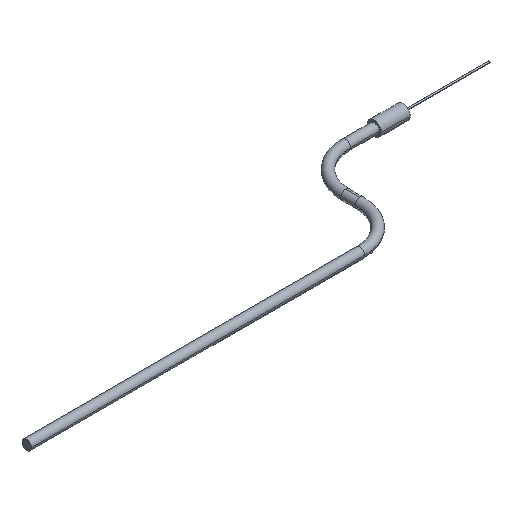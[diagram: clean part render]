
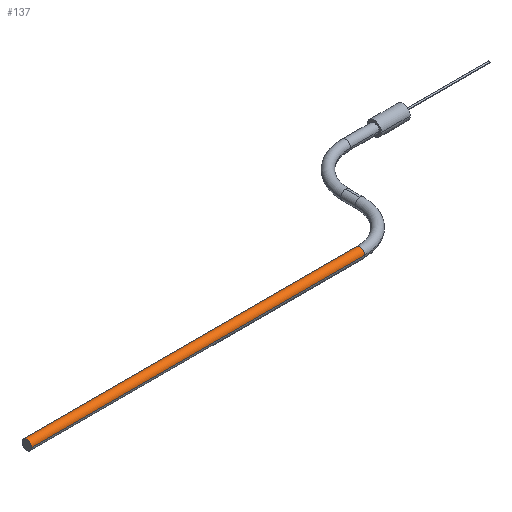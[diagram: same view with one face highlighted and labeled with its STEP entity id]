
A CAD part, isometric view. The second image highlights one B-rep face of the part: STEP entity #137.
In plain terms, the highlighted cylindrical face has radius 2.134 mm (diameter 4.267 mm), a partial arc.
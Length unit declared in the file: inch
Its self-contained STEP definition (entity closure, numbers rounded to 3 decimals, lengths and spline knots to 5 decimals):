
#2 = ORIENTED_EDGE ( 'NONE', *, *, #417, .T. ) ;
#10 = DIRECTION ( 'NONE',  ( -1., 0., 0. ) ) ;
#27 = DIRECTION ( 'NONE',  ( -1., 0., 0. ) ) ;
#121 = CIRCLE ( 'NONE', #490, 0.084 ) ;
#137 = ADVANCED_FACE ( 'NONE', ( #504 ), #448, .T. ) ;
#144 = DIRECTION ( 'NONE',  ( -1., 0., 0. ) ) ;
#149 = DIRECTION ( 'NONE',  ( 0., -1., 0. ) ) ;
#162 = ORIENTED_EDGE ( 'NONE', *, *, #281, .F. ) ;
#183 = DIRECTION ( 'NONE',  ( 0., -1., 0. ) ) ;
#195 = CARTESIAN_POINT ( 'NONE',  ( -4., -1.666, 0. ) ) ;
#198 = DIRECTION ( 'NONE',  ( 0., -1., 0. ) ) ;
#203 = VERTEX_POINT ( 'NONE', #660 ) ;
#211 = LINE ( 'NONE', #195, #217 ) ;
#217 = VECTOR ( 'NONE', #27, 39.37008 ) ;
#242 = CARTESIAN_POINT ( 'NONE',  ( -4., -1.75, 0. ) ) ;
#281 = EDGE_CURVE ( 'NONE', #460, #423, #469, .T. ) ;
#309 = CARTESIAN_POINT ( 'NONE',  ( -4., -1.834, 0. ) ) ;
#324 = CIRCLE ( 'NONE', #529, 0.084 ) ;
#330 = CARTESIAN_POINT ( 'NONE',  ( -4., -1.834, 0. ) ) ;
#336 = CARTESIAN_POINT ( 'NONE',  ( -9.80566, -1.75, 0. ) ) ;
#393 = ORIENTED_EDGE ( 'NONE', *, *, #535, .F. ) ;
#407 = AXIS2_PLACEMENT_3D ( 'NONE', #242, #144, #149 ) ;
#417 = EDGE_CURVE ( 'NONE', #460, #203, #324, .T. ) ;
#419 = VERTEX_POINT ( 'NONE', #440 ) ;
#423 = VERTEX_POINT ( 'NONE', #548 ) ;
#440 = CARTESIAN_POINT ( 'NONE',  ( -9.80566, -1.666, 0. ) ) ;
#446 = VECTOR ( 'NONE', #10, 39.37008 ) ;
#447 = EDGE_CURVE ( 'NONE', #203, #419, #211, .T. ) ;
#448 = CYLINDRICAL_SURFACE ( 'NONE', #407, 0.084 ) ;
#460 = VERTEX_POINT ( 'NONE', #330 ) ;
#467 = ORIENTED_EDGE ( 'NONE', *, *, #447, .T. ) ;
#469 = LINE ( 'NONE', #309, #446 ) ;
#490 = AXIS2_PLACEMENT_3D ( 'NONE', #336, #645, #183 ) ;
#504 = FACE_OUTER_BOUND ( 'NONE', #559, .T. ) ;
#512 = CARTESIAN_POINT ( 'NONE',  ( -4., -1.75, 0. ) ) ;
#529 = AXIS2_PLACEMENT_3D ( 'NONE', #512, #569, #198 ) ;
#535 = EDGE_CURVE ( 'NONE', #423, #419, #121, .T. ) ;
#548 = CARTESIAN_POINT ( 'NONE',  ( -9.80566, -1.834, 0. ) ) ;
#559 = EDGE_LOOP ( 'NONE', ( #2, #467, #393, #162 ) ) ;
#569 = DIRECTION ( 'NONE',  ( -1., 0., 0. ) ) ;
#645 = DIRECTION ( 'NONE',  ( -1., 0., 0. ) ) ;
#660 = CARTESIAN_POINT ( 'NONE',  ( -4., -1.666, 0. ) ) ;
